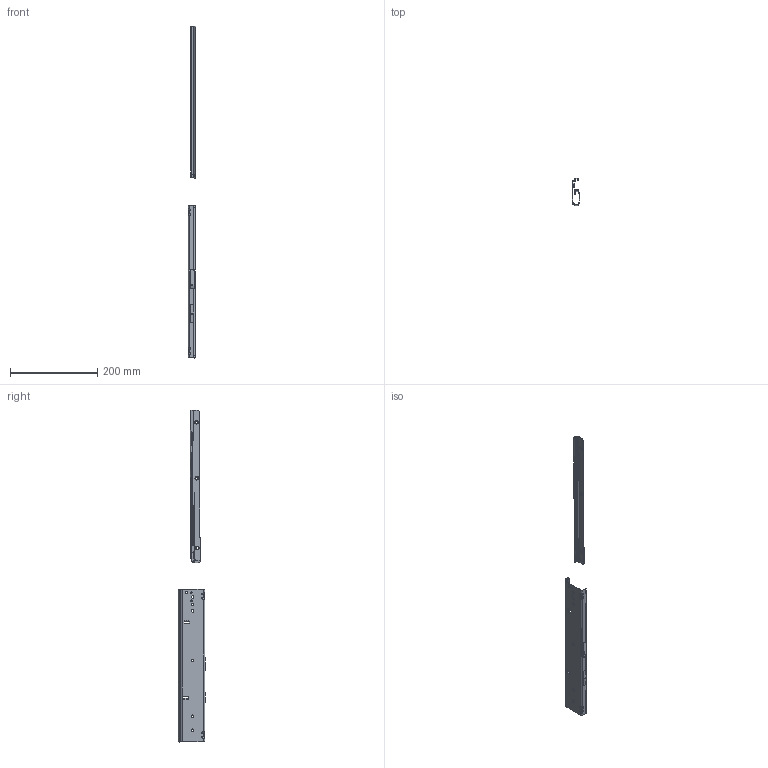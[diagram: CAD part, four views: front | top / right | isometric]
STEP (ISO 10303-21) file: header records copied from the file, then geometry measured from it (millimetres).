
FILE_DESCRIPTION (( 'STEP AP214' ), '1' );
FILE_NAME ('FR_790_SCC_OE.0350mm_14inch_open_left.STEP', '2022-11-17T14:04:14', ( '' ), ( '' ), 'SwSTEP 2.0', 'SolidWorks 2020', '' );
FILE_SCHEMA (( 'AUTOMOTIVE_DESIGN' ));
Length unit declared in the file: millimetre
Products named in the file (5): 785.XXX-03.S045_NL 350; 785.XXX-01.0000_NL 350; FR_790_SCC_OE.0350mm_14inch_open_left
Assembly tree (4 placements, depth 3):
  FR_790_SCC_OE.0350mm_14inch_open_left
    785.XXX-01.0000_NL 350
      785.XXX-01.0000_NL 350
    785.XXX-03.S045_NL 350
      785.XXX-03.S045_NL 350
Bounding box: 18 x 62.5 x 759.97 mm (x, y, z)
Volume: 62439.7 mm3; surface area: 86761.1 mm2
Topology: 2 solids, 2 shells, 459 faces, 1154 edges, 691 vertices
Faces by surface type: cylinder 175, plane 158, bspline 91, cone 30, sphere 5
Entity records: 15351 total; most frequent: CARTESIAN_POINT 4983, ORIENTED_EDGE 2292, DIRECTION 1975, EDGE_CURVE 1146, AXIS2_PLACEMENT_3D 695, VERTEX_POINT 691, LINE 585, VECTOR 585
